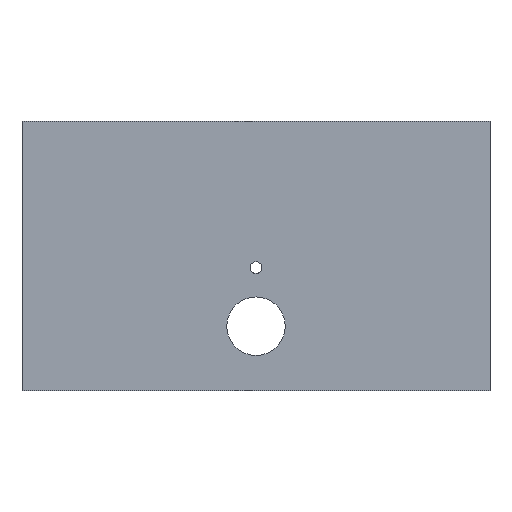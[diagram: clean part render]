
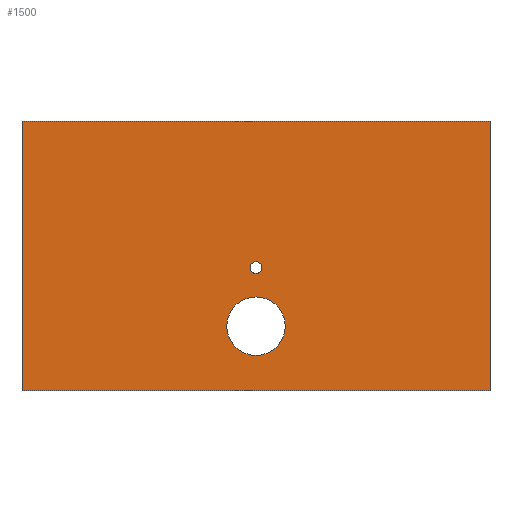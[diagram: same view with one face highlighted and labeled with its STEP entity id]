
A CAD part, top view. The second image highlights one B-rep face of the part: STEP entity #1500.
In plain terms, the highlighted planar face has unit normal (0, 0, 1).
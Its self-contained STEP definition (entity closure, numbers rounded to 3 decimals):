
#6 = DIRECTION ( 'NONE',  ( 0., 0., 1. ) ) ;
#38 = VERTEX_POINT ( 'NONE', #222 ) ;
#55 = VERTEX_POINT ( 'NONE', #1857 ) ;
#63 = PLANE ( 'NONE',  #84 ) ;
#68 = EDGE_CURVE ( 'NONE', #1136, #948, #1019, .T. ) ;
#84 = AXIS2_PLACEMENT_3D ( 'NONE', #1551, #1066, #1074 ) ;
#103 = CARTESIAN_POINT ( 'NONE',  ( 0., -12., 3. ) ) ;
#117 = CARTESIAN_POINT ( 'NONE',  ( 40., 23., 3. ) ) ;
#124 = CARTESIAN_POINT ( 'NONE',  ( 40., -23., 3. ) ) ;
#134 = DIRECTION ( 'NONE',  ( 0., 1., 0. ) ) ;
#146 = EDGE_LOOP ( 'NONE', ( #1434, #1101 ) ) ;
#163 = AXIS2_PLACEMENT_3D ( 'NONE', #2011, #880, #1375 ) ;
#185 = EDGE_CURVE ( 'NONE', #948, #1136, #1065, .T. ) ;
#203 = DIRECTION ( 'NONE',  ( 1., 0., 0. ) ) ;
#204 = VECTOR ( 'NONE', #900, 1000. ) ;
#222 = CARTESIAN_POINT ( 'NONE',  ( -40., -23., 3. ) ) ;
#268 = DIRECTION ( 'NONE',  ( 1., 0., 0. ) ) ;
#302 = EDGE_CURVE ( 'NONE', #1534, #1354, #1523, .T. ) ;
#366 = EDGE_LOOP ( 'NONE', ( #819, #1095, #627, #1907 ) ) ;
#371 = ORIENTED_EDGE ( 'NONE', *, *, #1222, .F. ) ;
#385 = CIRCLE ( 'NONE', #1099, 1. ) ;
#413 = LINE ( 'NONE', #1359, #1986 ) ;
#430 = CARTESIAN_POINT ( 'NONE',  ( 5., -12., 3. ) ) ;
#574 = CARTESIAN_POINT ( 'NONE',  ( -40., -23., 3. ) ) ;
#578 = VERTEX_POINT ( 'NONE', #124 ) ;
#627 = ORIENTED_EDGE ( 'NONE', *, *, #1910, .T. ) ;
#722 = FACE_BOUND ( 'NONE', #146, .T. ) ;
#764 = AXIS2_PLACEMENT_3D ( 'NONE', #986, #6, #2113 ) ;
#790 = EDGE_CURVE ( 'NONE', #1001, #55, #385, .T. ) ;
#819 = ORIENTED_EDGE ( 'NONE', *, *, #302, .T. ) ;
#880 = DIRECTION ( 'NONE',  ( 0., 0., 1. ) ) ;
#888 = DIRECTION ( 'NONE',  ( 0., 0., 1. ) ) ;
#900 = DIRECTION ( 'NONE',  ( 0., -1., 0. ) ) ;
#948 = VERTEX_POINT ( 'NONE', #430 ) ;
#986 = CARTESIAN_POINT ( 'NONE',  ( 0., -2., 3. ) ) ;
#1001 = VERTEX_POINT ( 'NONE', #1433 ) ;
#1007 = CARTESIAN_POINT ( 'NONE',  ( -5., -12., 3. ) ) ;
#1014 = VECTOR ( 'NONE', #134, 1000. ) ;
#1019 = CIRCLE ( 'NONE', #163, 5. ) ;
#1047 = CARTESIAN_POINT ( 'NONE',  ( -40., 23., 3. ) ) ;
#1057 = CARTESIAN_POINT ( 'NONE',  ( 0., -2., 3. ) ) ;
#1065 = CIRCLE ( 'NONE', #1721, 5. ) ;
#1066 = DIRECTION ( 'NONE',  ( 0., 0., 1. ) ) ;
#1074 = DIRECTION ( 'NONE',  ( 1., 0., 0. ) ) ;
#1092 = DIRECTION ( 'NONE',  ( -1., 0., 0. ) ) ;
#1094 = VECTOR ( 'NONE', #1092, 1000. ) ;
#1095 = ORIENTED_EDGE ( 'NONE', *, *, #2110, .T. ) ;
#1099 = AXIS2_PLACEMENT_3D ( 'NONE', #1057, #888, #2012 ) ;
#1101 = ORIENTED_EDGE ( 'NONE', *, *, #68, .F. ) ;
#1136 = VERTEX_POINT ( 'NONE', #1007 ) ;
#1144 = LINE ( 'NONE', #574, #204 ) ;
#1153 = EDGE_LOOP ( 'NONE', ( #1932, #371 ) ) ;
#1222 = EDGE_CURVE ( 'NONE', #55, #1001, #1714, .T. ) ;
#1354 = VERTEX_POINT ( 'NONE', #1047 ) ;
#1359 = CARTESIAN_POINT ( 'NONE',  ( -40., -23., 3. ) ) ;
#1375 = DIRECTION ( 'NONE',  ( 1., 0., 0. ) ) ;
#1433 = CARTESIAN_POINT ( 'NONE',  ( 1., -2., 3. ) ) ;
#1434 = ORIENTED_EDGE ( 'NONE', *, *, #185, .F. ) ;
#1438 = CARTESIAN_POINT ( 'NONE',  ( -40., 23., 3. ) ) ;
#1500 = ADVANCED_FACE ( 'NONE', ( #722, #1691, #1623 ), #63, .T. ) ;
#1523 = LINE ( 'NONE', #1438, #1094 ) ;
#1534 = VERTEX_POINT ( 'NONE', #117 ) ;
#1551 = CARTESIAN_POINT ( 'NONE',  ( 0., 0., 3. ) ) ;
#1623 = FACE_BOUND ( 'NONE', #1153, .T. ) ;
#1632 = CARTESIAN_POINT ( 'NONE',  ( 40., -23., 3. ) ) ;
#1653 = EDGE_CURVE ( 'NONE', #578, #1534, #1689, .T. ) ;
#1689 = LINE ( 'NONE', #1632, #1014 ) ;
#1691 = FACE_OUTER_BOUND ( 'NONE', #366, .T. ) ;
#1714 = CIRCLE ( 'NONE', #764, 1. ) ;
#1721 = AXIS2_PLACEMENT_3D ( 'NONE', #103, #1883, #268 ) ;
#1857 = CARTESIAN_POINT ( 'NONE',  ( -1., -2., 3. ) ) ;
#1883 = DIRECTION ( 'NONE',  ( 0., 0., 1. ) ) ;
#1907 = ORIENTED_EDGE ( 'NONE', *, *, #1653, .T. ) ;
#1910 = EDGE_CURVE ( 'NONE', #38, #578, #413, .T. ) ;
#1932 = ORIENTED_EDGE ( 'NONE', *, *, #790, .F. ) ;
#1986 = VECTOR ( 'NONE', #203, 1000. ) ;
#2011 = CARTESIAN_POINT ( 'NONE',  ( 0., -12., 3. ) ) ;
#2012 = DIRECTION ( 'NONE',  ( 1., 0., 0. ) ) ;
#2110 = EDGE_CURVE ( 'NONE', #1354, #38, #1144, .T. ) ;
#2113 = DIRECTION ( 'NONE',  ( 1., 0., 0. ) ) ;
